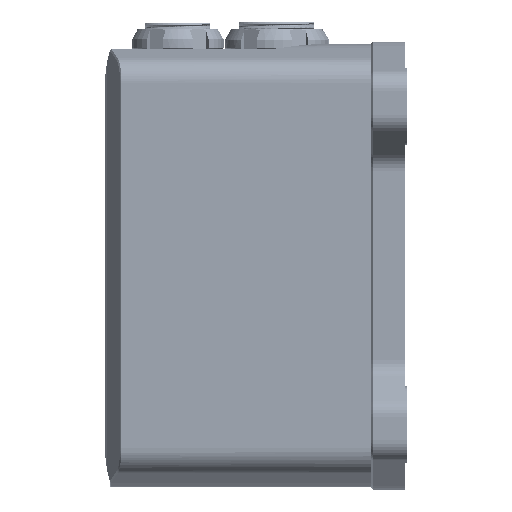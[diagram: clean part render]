
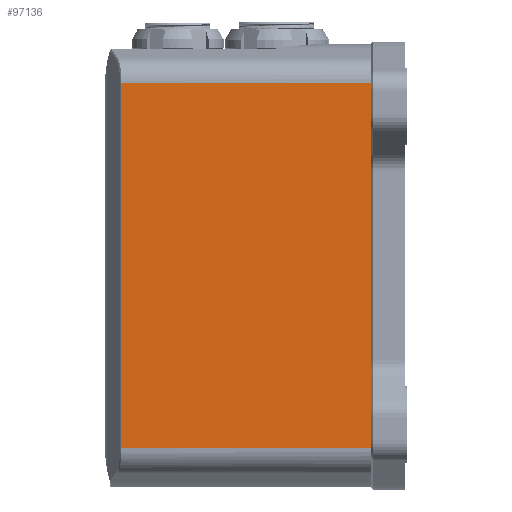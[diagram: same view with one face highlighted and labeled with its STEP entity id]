
A CAD part, left-side view. The second image highlights one B-rep face of the part: STEP entity #97136.
In plain terms, the highlighted planar face has unit normal (-1, 0, 0).
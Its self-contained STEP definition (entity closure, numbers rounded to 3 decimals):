
#2180 = EDGE_CURVE ( 'NONE', #198087, #198042, #60329, .T. ) ;
#3299 = AXIS2_PLACEMENT_3D ( 'NONE', #126457, #126471, #126473 ) ;
#32550 = EDGE_CURVE ( 'NONE', #198079, #198085, #168138, .T. ) ;
#32767 = EDGE_CURVE ( 'NONE', #198079, #198087, #168276, .T. ) ;
#32810 = EDGE_CURVE ( 'NONE', #198042, #198085, #168318, .T. ) ;
#58427 = ORIENTED_EDGE ( 'NONE', *, *, #32550, .F. ) ;
#58430 = ORIENTED_EDGE ( 'NONE', *, *, #32767, .T. ) ;
#58432 = ORIENTED_EDGE ( 'NONE', *, *, #2180, .T. ) ;
#58435 = ORIENTED_EDGE ( 'NONE', *, *, #32810, .T. ) ;
#60329 = LINE ( 'NONE', #149554, #60341 ) ;
#60341 = VECTOR ( 'NONE', #149575, 1000. ) ;
#84012 = CARTESIAN_POINT ( 'NONE',  ( -41., 0., -35.004 ) ) ;
#84078 = CARTESIAN_POINT ( 'NONE',  ( -41., 47.8, 35.004 ) ) ;
#84091 = CARTESIAN_POINT ( 'NONE',  ( -41., 0., 35.004 ) ) ;
#84095 = CARTESIAN_POINT ( 'NONE',  ( -41., 47.8, -35.004 ) ) ;
#97136 = ADVANCED_FACE ( 'NONE', ( #128998 ), #126449, .F. ) ;
#126449 = PLANE ( 'NONE',  #3299 ) ;
#126457 = CARTESIAN_POINT ( 'NONE',  ( -41., 51., -35.004 ) ) ;
#126471 = DIRECTION ( 'NONE',  ( 1., 0., 0. ) ) ;
#126473 = DIRECTION ( 'NONE',  ( 0., 0., -1. ) ) ;
#128998 = FACE_OUTER_BOUND ( 'NONE', #180524, .T. ) ;
#149554 = CARTESIAN_POINT ( 'NONE',  ( -41., 51., -35.004 ) ) ;
#149575 = DIRECTION ( 'NONE',  ( 0., -1., 0. ) ) ;
#161983 = CARTESIAN_POINT ( 'NONE',  ( -41., 47.8, -35.004 ) ) ;
#161984 = DIRECTION ( 'NONE',  ( 0., 0., -1. ) ) ;
#162027 = DIRECTION ( 'NONE',  ( 0., 0., 1. ) ) ;
#162031 = CARTESIAN_POINT ( 'NONE',  ( -41., 0., -35.004 ) ) ;
#164325 = CARTESIAN_POINT ( 'NONE',  ( -41., 51., 35.004 ) ) ;
#164328 = DIRECTION ( 'NONE',  ( 0., -1., 0. ) ) ;
#168138 = LINE ( 'NONE', #164325, #168141 ) ;
#168141 = VECTOR ( 'NONE', #164328, 1000. ) ;
#168276 = LINE ( 'NONE', #161983, #168279 ) ;
#168279 = VECTOR ( 'NONE', #161984, 1000. ) ;
#168318 = LINE ( 'NONE', #162031, #168320 ) ;
#168320 = VECTOR ( 'NONE', #162027, 1000. ) ;
#180524 = EDGE_LOOP ( 'NONE', ( #58427, #58430, #58432, #58435 ) ) ;
#198042 = VERTEX_POINT ( 'NONE', #84012 ) ;
#198079 = VERTEX_POINT ( 'NONE', #84078 ) ;
#198085 = VERTEX_POINT ( 'NONE', #84091 ) ;
#198087 = VERTEX_POINT ( 'NONE', #84095 ) ;
